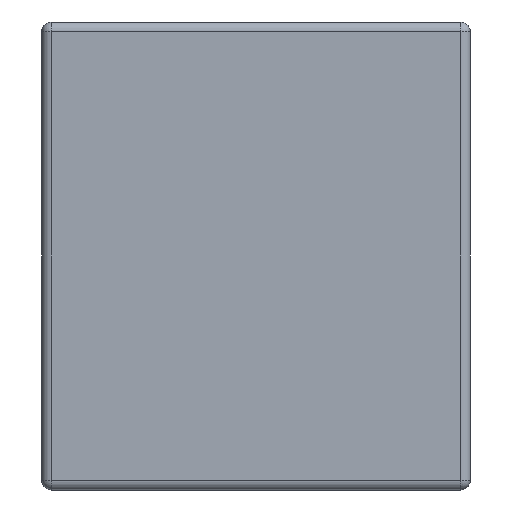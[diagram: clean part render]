
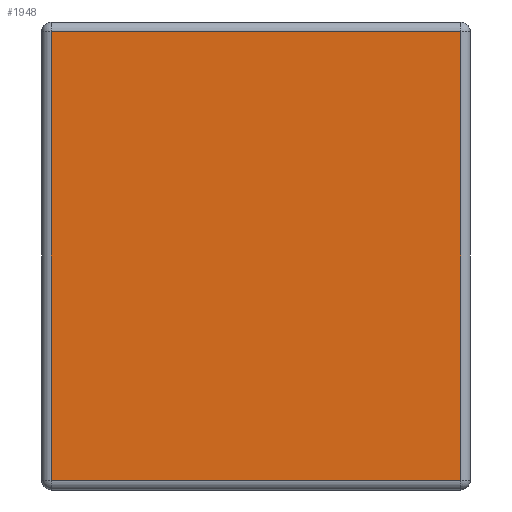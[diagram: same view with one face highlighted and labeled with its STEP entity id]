
A CAD part, left-side view. The second image highlights one B-rep face of the part: STEP entity #1948.
In plain terms, the highlighted planar face has unit normal (-1, 0, 0).
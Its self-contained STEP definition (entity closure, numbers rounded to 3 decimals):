
#45=PLANE('',#2105);
#121=FACE_OUTER_BOUND('',#236,.T.);
#236=EDGE_LOOP('',(#1367,#1368,#1369,#1370));
#384=LINE('',#3107,#593);
#385=LINE('',#3109,#594);
#386=LINE('',#3111,#595);
#387=LINE('',#3112,#596);
#593=VECTOR('',#2363,1000.);
#594=VECTOR('',#2364,1000.);
#595=VECTOR('',#2365,1000.);
#596=VECTOR('',#2366,1000.);
#888=VERTEX_POINT('',#3105);
#889=VERTEX_POINT('',#3106);
#890=VERTEX_POINT('',#3108);
#891=VERTEX_POINT('',#3110);
#1074=EDGE_CURVE('',#888,#889,#384,.T.);
#1075=EDGE_CURVE('',#889,#890,#385,.T.);
#1076=EDGE_CURVE('',#890,#891,#386,.T.);
#1077=EDGE_CURVE('',#891,#888,#387,.T.);
#1367=ORIENTED_EDGE('',*,*,#1074,.T.);
#1368=ORIENTED_EDGE('',*,*,#1075,.T.);
#1369=ORIENTED_EDGE('',*,*,#1076,.T.);
#1370=ORIENTED_EDGE('',*,*,#1077,.T.);
#1948=ADVANCED_FACE('',(#121),#45,.T.);
#2105=AXIS2_PLACEMENT_3D('',#3104,#2361,#2362);
#2361=DIRECTION('center_axis',(-1.,0.,0.));
#2362=DIRECTION('ref_axis',(0.,0.,1.));
#2363=DIRECTION('',(0.,-1.,0.));
#2364=DIRECTION('',(0.,0.,1.));
#2365=DIRECTION('',(0.,1.,0.));
#2366=DIRECTION('',(0.,0.,-1.));
#3104=CARTESIAN_POINT('Origin',(-0.875,0.,0.475));
#3105=CARTESIAN_POINT('',(-0.875,0.85,-0.455));
#3106=CARTESIAN_POINT('',(-0.875,0.02,-0.455));
#3107=CARTESIAN_POINT('',(-0.875,0.,-0.455));
#3108=CARTESIAN_POINT('',(-0.875,0.02,0.455));
#3109=CARTESIAN_POINT('',(-0.875,0.02,0.475));
#3110=CARTESIAN_POINT('',(-0.875,0.85,0.455));
#3111=CARTESIAN_POINT('',(-0.875,0.87,0.455));
#3112=CARTESIAN_POINT('',(-0.875,0.85,-0.475));
